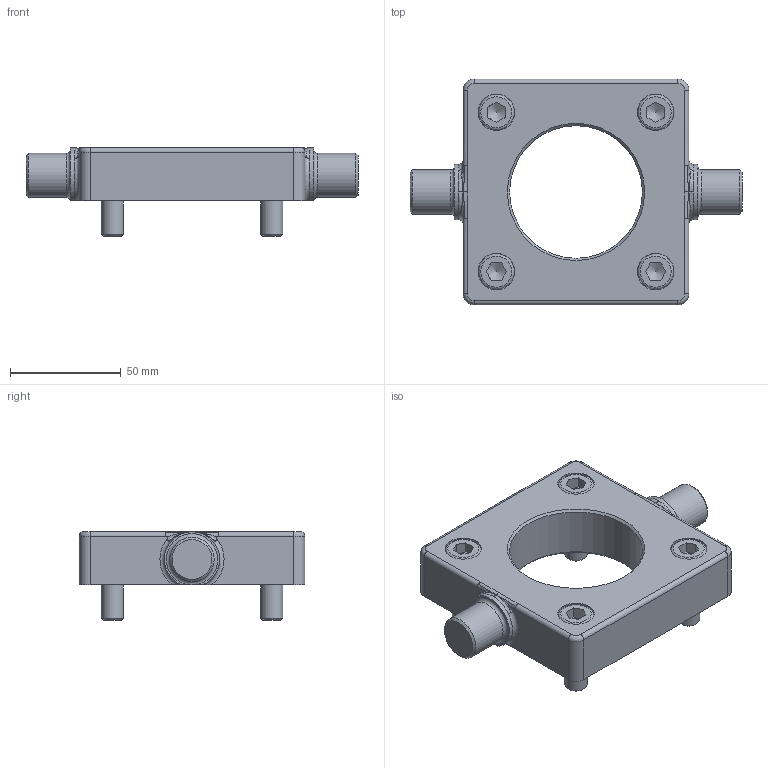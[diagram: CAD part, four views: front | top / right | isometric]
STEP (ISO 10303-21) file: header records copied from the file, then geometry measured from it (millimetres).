
FILE_DESCRIPTION(/* description */ (''),/* implementation_level */ '2;1');
FILE_NAME(/* name */ 'CAD_83027.stp',/* time_stamp */ '2018-02-14T14:02:21+01:00',/* author */ ('Hypex'),/* organization */ ('Hypex'),/* preprocessor_version */ 'ST-DEVELOPER v17',/* originating_system */ 'Autodesk Inventor 2018',/* authorisation */ '');
FILE_SCHEMA (('AUTOMOTIVE_DESIGN { 1 0 10303 214 3 1 1 }'));
Length unit declared in the file: millimetre
Products named in the file (1): CAD_83027
Bounding box: 150 x 102 x 40 mm (x, y, z)
Volume: 199990.7 mm3; surface area: 42614.2 mm2
Topology: 5 solids, 5 shells, 129 faces, 338 edges, 227 vertices
Faces by surface type: plane 52, cylinder 31, torus 18, bspline 16, cone 12
Full cylindrical faces by diameter (mm): 10 x4, 10.5 x4, 16 x4, 16.5 x4, 20 x2, 60 x1
Entity records: 6191 total; most frequent: CARTESIAN_POINT 2860, ORIENTED_EDGE 668, DIRECTION 653, EDGE_CURVE 334, AXIS2_PLACEMENT_3D 268, VERTEX_POINT 227, CIRCLE 154, EDGE_LOOP 151
